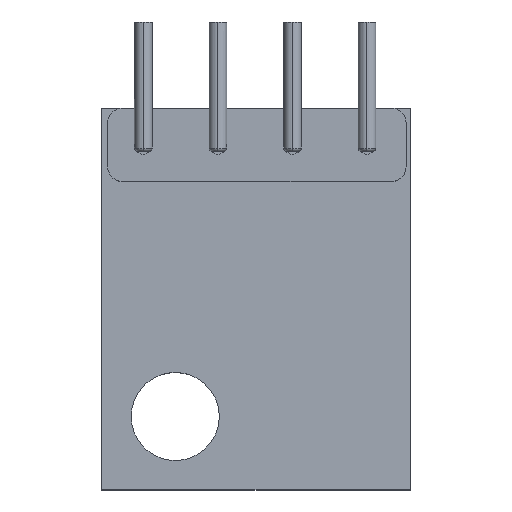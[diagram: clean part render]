
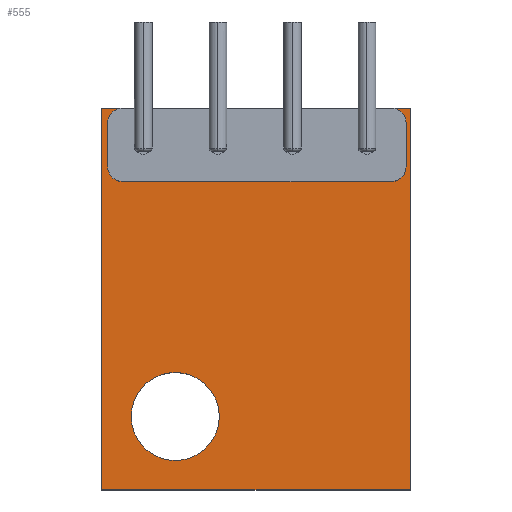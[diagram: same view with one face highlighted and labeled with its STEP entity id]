
A CAD part, top view. The second image highlights one B-rep face of the part: STEP entity #555.
In plain terms, the highlighted planar face has unit normal (0, 0, 1).
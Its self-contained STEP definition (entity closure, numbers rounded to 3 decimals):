
#9 = CARTESIAN_POINT ( 'NONE',  ( 5.25, 6.5, 1.6 ) ) ;
#36 = DIRECTION ( 'NONE',  ( 0., 0., -1. ) ) ;
#47 = VERTEX_POINT ( 'NONE', #1566 ) ;
#49 = CARTESIAN_POINT ( 'NONE',  ( -1.3, 5.23, 1.6 ) ) ;
#120 = LINE ( 'NONE', #1240, #2613 ) ;
#135 = CARTESIAN_POINT ( 'NONE',  ( 5.25, 6.5, 1.6 ) ) ;
#154 = DIRECTION ( 'NONE',  ( 0., 1., 0. ) ) ;
#170 = CARTESIAN_POINT ( 'NONE',  ( 4.23, 5.23, 1.6 ) ) ;
#192 = CARTESIAN_POINT ( 'NONE',  ( -3.39, 5.23, 1.6 ) ) ;
#204 = AXIS2_PLACEMENT_3D ( 'NONE', #802, #1732, #1993 ) ;
#301 = EDGE_CURVE ( 'NONE', #2766, #1034, #415, .T. ) ;
#313 = DIRECTION ( 'NONE',  ( 0., 0., -1. ) ) ;
#325 = DIRECTION ( 'NONE',  ( 0., -1., 0. ) ) ;
#345 = VERTEX_POINT ( 'NONE', #192 ) ;
#349 = ORIENTED_EDGE ( 'NONE', *, *, #1653, .T. ) ;
#357 = CARTESIAN_POINT ( 'NONE',  ( -4.25, -4., 1.6 ) ) ;
#370 = CARTESIAN_POINT ( 'NONE',  ( -2.75, -4., 1.6 ) ) ;
#371 = EDGE_LOOP ( 'NONE', ( #905, #464 ) ) ;
#387 = AXIS2_PLACEMENT_3D ( 'NONE', #370, #2586, #796 ) ;
#415 = CIRCLE ( 'NONE', #2476, 0.45 ) ;
#429 = AXIS2_PLACEMENT_3D ( 'NONE', #49, #2332, #741 ) ;
#434 = EDGE_CURVE ( 'NONE', #2597, #2269, #1151, .T. ) ;
#464 = ORIENTED_EDGE ( 'NONE', *, *, #1567, .T. ) ;
#526 = DIRECTION ( 'NONE',  ( -1., 0., 0. ) ) ;
#543 = CARTESIAN_POINT ( 'NONE',  ( 3.78, 5.23, 1.6 ) ) ;
#555 = ADVANCED_FACE ( 'NONE', ( #1688, #1929, #2423, #1699, #1502, #2578 ), #2148, .F. ) ;
#561 = AXIS2_PLACEMENT_3D ( 'NONE', #1658, #1197, #1685 ) ;
#578 = ORIENTED_EDGE ( 'NONE', *, *, #1597, .F. ) ;
#589 = CIRCLE ( 'NONE', #2326, 0.45 ) ;
#703 = CARTESIAN_POINT ( 'NONE',  ( 5.25, -6.5, 1.6 ) ) ;
#704 = DIRECTION ( 'NONE',  ( -1., 0., 0. ) ) ;
#728 = DIRECTION ( 'NONE',  ( 1., 0., 0. ) ) ;
#741 = DIRECTION ( 'NONE',  ( -1., 0., 0. ) ) ;
#792 = CARTESIAN_POINT ( 'NONE',  ( -3.84, 5.23, 1.6 ) ) ;
#793 = ORIENTED_EDGE ( 'NONE', *, *, #2707, .T. ) ;
#796 = DIRECTION ( 'NONE',  ( 1., 0., 0. ) ) ;
#797 = VERTEX_POINT ( 'NONE', #2083 ) ;
#802 = CARTESIAN_POINT ( 'NONE',  ( 3.78, 5.23, 1.6 ) ) ;
#819 = CARTESIAN_POINT ( 'NONE',  ( 3.33, 5.23, 1.6 ) ) ;
#899 = ORIENTED_EDGE ( 'NONE', *, *, #1305, .T. ) ;
#905 = ORIENTED_EDGE ( 'NONE', *, *, #1940, .T. ) ;
#941 = ORIENTED_EDGE ( 'NONE', *, *, #1326, .T. ) ;
#950 = EDGE_CURVE ( 'NONE', #1034, #2766, #1477, .T. ) ;
#969 = AXIS2_PLACEMENT_3D ( 'NONE', #2807, #2574, #1696 ) ;
#981 = LINE ( 'NONE', #1204, #1389 ) ;
#1009 = EDGE_LOOP ( 'NONE', ( #2201, #2623 ) ) ;
#1033 = VERTEX_POINT ( 'NONE', #1248 ) ;
#1034 = VERTEX_POINT ( 'NONE', #1954 ) ;
#1043 = CIRCLE ( 'NONE', #561, 0.45 ) ;
#1100 = CARTESIAN_POINT ( 'NONE',  ( -0.85, 5.23, 1.6 ) ) ;
#1151 = LINE ( 'NONE', #703, #2091 ) ;
#1197 = DIRECTION ( 'NONE',  ( 0., 0., -1. ) ) ;
#1204 = CARTESIAN_POINT ( 'NONE',  ( -5.25, 6.5, 1.6 ) ) ;
#1222 = ORIENTED_EDGE ( 'NONE', *, *, #2054, .F. ) ;
#1240 = CARTESIAN_POINT ( 'NONE',  ( -5.25, -6.5, 1.6 ) ) ;
#1248 = CARTESIAN_POINT ( 'NONE',  ( -4.29, 5.23, 1.6 ) ) ;
#1305 = EDGE_CURVE ( 'NONE', #1372, #797, #981, .T. ) ;
#1326 = EDGE_CURVE ( 'NONE', #1033, #345, #2665, .T. ) ;
#1343 = VERTEX_POINT ( 'NONE', #1100 ) ;
#1372 = VERTEX_POINT ( 'NONE', #9 ) ;
#1389 = VECTOR ( 'NONE', #526, 1000. ) ;
#1417 = CARTESIAN_POINT ( 'NONE',  ( -3.84, 5.23, 1.6 ) ) ;
#1446 = ORIENTED_EDGE ( 'NONE', *, *, #1729, .T. ) ;
#1448 = DIRECTION ( 'NONE',  ( -1., 0., 0. ) ) ;
#1475 = ORIENTED_EDGE ( 'NONE', *, *, #1525, .T. ) ;
#1477 = CIRCLE ( 'NONE', #969, 0.45 ) ;
#1484 = VECTOR ( 'NONE', #154, 1000. ) ;
#1502 = FACE_OUTER_BOUND ( 'NONE', #2197, .T. ) ;
#1525 = EDGE_CURVE ( 'NONE', #345, #1033, #2764, .T. ) ;
#1566 = CARTESIAN_POINT ( 'NONE',  ( -1.25, -4., 1.6 ) ) ;
#1567 = EDGE_CURVE ( 'NONE', #1343, #2666, #2251, .T. ) ;
#1595 = CIRCLE ( 'NONE', #2158, 1.5 ) ;
#1597 = EDGE_CURVE ( 'NONE', #1630, #47, #1595, .T. ) ;
#1598 = CIRCLE ( 'NONE', #387, 1.5 ) ;
#1630 = VERTEX_POINT ( 'NONE', #357 ) ;
#1653 = EDGE_CURVE ( 'NONE', #797, #2597, #120, .T. ) ;
#1654 = ORIENTED_EDGE ( 'NONE', *, *, #1718, .T. ) ;
#1658 = CARTESIAN_POINT ( 'NONE',  ( -1.3, 5.23, 1.6 ) ) ;
#1673 = EDGE_LOOP ( 'NONE', ( #578, #1222 ) ) ;
#1685 = DIRECTION ( 'NONE',  ( -1., 0., 0. ) ) ;
#1688 = FACE_BOUND ( 'NONE', #2438, .T. ) ;
#1696 = DIRECTION ( 'NONE',  ( -1., 0., 0. ) ) ;
#1699 = FACE_BOUND ( 'NONE', #1753, .T. ) ;
#1718 = EDGE_CURVE ( 'NONE', #2269, #1372, #2395, .T. ) ;
#1729 = EDGE_CURVE ( 'NONE', #1807, #2382, #2112, .T. ) ;
#1732 = DIRECTION ( 'NONE',  ( 0., 0., -1. ) ) ;
#1753 = EDGE_LOOP ( 'NONE', ( #941, #1475 ) ) ;
#1796 = ORIENTED_EDGE ( 'NONE', *, *, #434, .T. ) ;
#1800 = CARTESIAN_POINT ( 'NONE',  ( 1.24, 5.23, 1.6 ) ) ;
#1807 = VERTEX_POINT ( 'NONE', #170 ) ;
#1902 = DIRECTION ( 'NONE',  ( 0., 0., 1. ) ) ;
#1929 = FACE_BOUND ( 'NONE', #1009, .T. ) ;
#1940 = EDGE_CURVE ( 'NONE', #2666, #1343, #1043, .T. ) ;
#1954 = CARTESIAN_POINT ( 'NONE',  ( 0.79, 5.23, 1.6 ) ) ;
#1958 = DIRECTION ( 'NONE',  ( -1., 0., 0. ) ) ;
#1966 = CARTESIAN_POINT ( 'NONE',  ( 5.25, -6.5, 1.6 ) ) ;
#1967 = CARTESIAN_POINT ( 'NONE',  ( 1.69, 5.23, 1.6 ) ) ;
#1992 = DIRECTION ( 'NONE',  ( -1., 0., 0. ) ) ;
#1993 = DIRECTION ( 'NONE',  ( -1., 0., 0. ) ) ;
#2028 = AXIS2_PLACEMENT_3D ( 'NONE', #1417, #36, #704 ) ;
#2054 = EDGE_CURVE ( 'NONE', #47, #1630, #1598, .T. ) ;
#2083 = CARTESIAN_POINT ( 'NONE',  ( -5.25, 6.5, 1.6 ) ) ;
#2091 = VECTOR ( 'NONE', #728, 1000. ) ;
#2112 = CIRCLE ( 'NONE', #204, 0.45 ) ;
#2124 = DIRECTION ( 'NONE',  ( 1., 0., 0. ) ) ;
#2129 = DIRECTION ( 'NONE',  ( 0., 0., -1. ) ) ;
#2148 = PLANE ( 'NONE',  #2905 ) ;
#2158 = AXIS2_PLACEMENT_3D ( 'NONE', #2774, #1902, #2124 ) ;
#2197 = EDGE_LOOP ( 'NONE', ( #349, #1796, #1654, #899 ) ) ;
#2201 = ORIENTED_EDGE ( 'NONE', *, *, #950, .T. ) ;
#2251 = CIRCLE ( 'NONE', #429, 0.45 ) ;
#2269 = VERTEX_POINT ( 'NONE', #1966 ) ;
#2274 = DIRECTION ( 'NONE',  ( -1., 0., 0. ) ) ;
#2305 = CARTESIAN_POINT ( 'NONE',  ( -5.25, -6.5, 1.6 ) ) ;
#2326 = AXIS2_PLACEMENT_3D ( 'NONE', #543, #2393, #1958 ) ;
#2330 = CARTESIAN_POINT ( 'NONE',  ( -1.75, 5.23, 1.6 ) ) ;
#2332 = DIRECTION ( 'NONE',  ( 0., 0., -1. ) ) ;
#2382 = VERTEX_POINT ( 'NONE', #819 ) ;
#2393 = DIRECTION ( 'NONE',  ( 0., 0., -1. ) ) ;
#2395 = LINE ( 'NONE', #135, #1484 ) ;
#2423 = FACE_BOUND ( 'NONE', #371, .T. ) ;
#2438 = EDGE_LOOP ( 'NONE', ( #793, #1446 ) ) ;
#2476 = AXIS2_PLACEMENT_3D ( 'NONE', #1800, #2702, #2274 ) ;
#2574 = DIRECTION ( 'NONE',  ( 0., 0., -1. ) ) ;
#2578 = FACE_BOUND ( 'NONE', #1673, .T. ) ;
#2586 = DIRECTION ( 'NONE',  ( 0., 0., 1. ) ) ;
#2597 = VERTEX_POINT ( 'NONE', #2305 ) ;
#2613 = VECTOR ( 'NONE', #325, 1000. ) ;
#2623 = ORIENTED_EDGE ( 'NONE', *, *, #301, .T. ) ;
#2665 = CIRCLE ( 'NONE', #2907, 0.45 ) ;
#2666 = VERTEX_POINT ( 'NONE', #2330 ) ;
#2702 = DIRECTION ( 'NONE',  ( 0., 0., -1. ) ) ;
#2707 = EDGE_CURVE ( 'NONE', #2382, #1807, #589, .T. ) ;
#2764 = CIRCLE ( 'NONE', #2028, 0.45 ) ;
#2766 = VERTEX_POINT ( 'NONE', #1967 ) ;
#2774 = CARTESIAN_POINT ( 'NONE',  ( -2.75, -4., 1.6 ) ) ;
#2807 = CARTESIAN_POINT ( 'NONE',  ( 1.24, 5.23, 1.6 ) ) ;
#2811 = CARTESIAN_POINT ( 'NONE',  ( 0., 0., 1.6 ) ) ;
#2905 = AXIS2_PLACEMENT_3D ( 'NONE', #2811, #313, #1992 ) ;
#2907 = AXIS2_PLACEMENT_3D ( 'NONE', #792, #2129, #1448 ) ;
